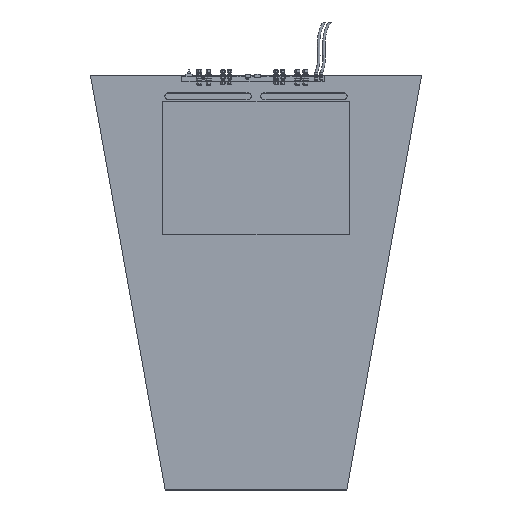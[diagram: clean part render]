
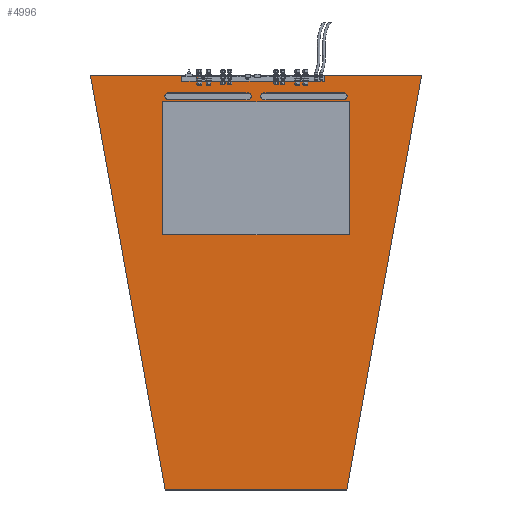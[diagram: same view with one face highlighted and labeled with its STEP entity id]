
A CAD part, top view. The second image highlights one B-rep face of the part: STEP entity #4996.
In plain terms, the highlighted planar face has unit normal (0, 0, 1).
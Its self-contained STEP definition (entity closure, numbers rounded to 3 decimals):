
#942 = ORIENTED_EDGE ( 'NONE', *, *, #1531, .F. ) ;
#1531 = EDGE_CURVE ( 'NONE', #13695, #4745, #37439, .T. ) ;
#4745 = VERTEX_POINT ( 'NONE', #96281 ) ;
#4903 = CIRCLE ( 'NONE', #12687, 12.45 ) ;
#4996 = ADVANCED_FACE ( 'NONE', ( #6015, #48586, #73919 ), #84688, .T. ) ;
#5253 = DIRECTION ( 'NONE',  ( 0., 0., 1. ) ) ;
#6015 = FACE_BOUND ( 'NONE', #104080, .T. ) ;
#6206 = DIRECTION ( 'NONE',  ( 0., 0., 1. ) ) ;
#7683 = CARTESIAN_POINT ( 'NONE',  ( -622., 3224., 5. ) ) ;
#9174 = AXIS2_PLACEMENT_3D ( 'NONE', #25169, #42269, #101816 ) ;
#9819 = DIRECTION ( 'NONE',  ( -1., 0., 0. ) ) ;
#9898 = VERTEX_POINT ( 'NONE', #47995 ) ;
#10833 = DIRECTION ( 'NONE',  ( 0., 0., 1. ) ) ;
#12687 = AXIS2_PLACEMENT_3D ( 'NONE', #56126, #5253, #64786 ) ;
#13695 = VERTEX_POINT ( 'NONE', #24400 ) ;
#14391 = EDGE_CURVE ( 'NONE', #47200, #42031, #30468, .T. ) ;
#14641 = ORIENTED_EDGE ( 'NONE', *, *, #14391, .T. ) ;
#15654 = LINE ( 'NONE', #99529, #60847 ) ;
#18626 = LINE ( 'NONE', #74781, #55756 ) ;
#18974 = VECTOR ( 'NONE', #9819, 1000. ) ;
#21151 = EDGE_LOOP ( 'NONE', ( #91149, #942, #85877, #25456, #64456 ) ) ;
#23969 = EDGE_CURVE ( 'NONE', #77389, #13695, #41541, .T. ) ;
#24400 = CARTESIAN_POINT ( 'NONE',  ( 330., 3156.935, 5. ) ) ;
#24686 = CIRCLE ( 'NONE', #50098, 12.45 ) ;
#25169 = CARTESIAN_POINT ( 'NONE',  ( 0., 0., 5. ) ) ;
#25456 = ORIENTED_EDGE ( 'NONE', *, *, #81010, .F. ) ;
#25531 = DIRECTION ( 'NONE',  ( 0., 0., 1. ) ) ;
#25535 = DIRECTION ( 'NONE',  ( -1., 0., 0. ) ) ;
#25598 = CARTESIAN_POINT ( 'NONE',  ( -17.55, 3144.485, 5. ) ) ;
#25622 = CIRCLE ( 'NONE', #43929, 12.45 ) ;
#25638 = VECTOR ( 'NONE', #38157, 1000. ) ;
#27279 = DIRECTION ( 'NONE',  ( 0.177, -0.984, 0. ) ) ;
#27696 = VECTOR ( 'NONE', #50505, 1000. ) ;
#28249 = CIRCLE ( 'NONE', #56860, 12.45 ) ;
#29606 = CARTESIAN_POINT ( 'NONE',  ( -30., 3132.035, 5. ) ) ;
#29878 = CARTESIAN_POINT ( 'NONE',  ( -30., 3144.485, 5. ) ) ;
#30468 = LINE ( 'NONE', #69693, #73102 ) ;
#30862 = LINE ( 'NONE', #102882, #18974 ) ;
#31368 = CARTESIAN_POINT ( 'NONE',  ( -330., 3156.935, 5. ) ) ;
#31816 = AXIS2_PLACEMENT_3D ( 'NONE', #29878, #89380, #38456 ) ;
#32006 = ORIENTED_EDGE ( 'NONE', *, *, #86215, .F. ) ;
#36771 = CARTESIAN_POINT ( 'NONE',  ( -30., 3156.935, 5. ) ) ;
#36997 = VECTOR ( 'NONE', #25535, 1000. ) ;
#37439 = LINE ( 'NONE', #83028, #80011 ) ;
#38157 = DIRECTION ( 'NONE',  ( 1., 0., 0. ) ) ;
#38163 = EDGE_CURVE ( 'NONE', #65503, #89748, #70939, .T. ) ;
#38456 = DIRECTION ( 'NONE',  ( -1., 0., 0. ) ) ;
#41541 = CIRCLE ( 'NONE', #105430, 12.45 ) ;
#41950 = CARTESIAN_POINT ( 'NONE',  ( 622., 3224., 5. ) ) ;
#42031 = VERTEX_POINT ( 'NONE', #53535 ) ;
#42269 = DIRECTION ( 'NONE',  ( 0., 0., 1. ) ) ;
#43929 = AXIS2_PLACEMENT_3D ( 'NONE', #57101, #6206, #65717 ) ;
#45594 = EDGE_CURVE ( 'NONE', #74494, #47200, #59540, .T. ) ;
#45924 = ORIENTED_EDGE ( 'NONE', *, *, #57196, .F. ) ;
#47200 = VERTEX_POINT ( 'NONE', #7683 ) ;
#47995 = CARTESIAN_POINT ( 'NONE',  ( 341.5, 1665., 5. ) ) ;
#48575 = CIRCLE ( 'NONE', #31816, 12.45 ) ;
#48586 = FACE_BOUND ( 'NONE', #21151, .T. ) ;
#49901 = EDGE_CURVE ( 'NONE', #64318, #87901, #48575, .T. ) ;
#50098 = AXIS2_PLACEMENT_3D ( 'NONE', #61801, #10833, #70377 ) ;
#50505 = DIRECTION ( 'NONE',  ( 0.177, 0.984, 0. ) ) ;
#50546 = DIRECTION ( 'NONE',  ( 0., 0., 1. ) ) ;
#51027 = EDGE_CURVE ( 'NONE', #4745, #97785, #28249, .T. ) ;
#53123 = EDGE_CURVE ( 'NONE', #97785, #82579, #15654, .T. ) ;
#53535 = CARTESIAN_POINT ( 'NONE',  ( -341.5, 1665., 5. ) ) ;
#53551 = VERTEX_POINT ( 'NONE', #31368 ) ;
#53776 = CARTESIAN_POINT ( 'NONE',  ( 30., 3132.035, 5. ) ) ;
#54085 = ORIENTED_EDGE ( 'NONE', *, *, #38163, .F. ) ;
#55756 = VECTOR ( 'NONE', #83322, 1000. ) ;
#56126 = CARTESIAN_POINT ( 'NONE',  ( -30., 3144.485, 5. ) ) ;
#56860 = AXIS2_PLACEMENT_3D ( 'NONE', #76490, #25531, #85040 ) ;
#57101 = CARTESIAN_POINT ( 'NONE',  ( 330., 3144.485, 5. ) ) ;
#57196 = EDGE_CURVE ( 'NONE', #53551, #65503, #24686, .T. ) ;
#58066 = ORIENTED_EDGE ( 'NONE', *, *, #49901, .F. ) ;
#59339 = CARTESIAN_POINT ( 'NONE',  ( -622., 3224., 5. ) ) ;
#59540 = LINE ( 'NONE', #59339, #36997 ) ;
#59883 = CARTESIAN_POINT ( 'NONE',  ( -330., 3132.035, 5. ) ) ;
#60847 = VECTOR ( 'NONE', #90615, 1000. ) ;
#61800 = EDGE_CURVE ( 'NONE', #87901, #53551, #30862, .T. ) ;
#61801 = CARTESIAN_POINT ( 'NONE',  ( -330., 3144.485, 5. ) ) ;
#62934 = EDGE_CURVE ( 'NONE', #9898, #74494, #92910, .T. ) ;
#63248 = CARTESIAN_POINT ( 'NONE',  ( 622., 3224., 5. ) ) ;
#64318 = VERTEX_POINT ( 'NONE', #25598 ) ;
#64456 = ORIENTED_EDGE ( 'NONE', *, *, #53123, .F. ) ;
#64786 = DIRECTION ( 'NONE',  ( -1., 0., 0. ) ) ;
#65503 = VERTEX_POINT ( 'NONE', #59883 ) ;
#65717 = DIRECTION ( 'NONE',  ( 1., 0., 0. ) ) ;
#69693 = CARTESIAN_POINT ( 'NONE',  ( -622., 3224., 5. ) ) ;
#70377 = DIRECTION ( 'NONE',  ( -1., 0., 0. ) ) ;
#70438 = CARTESIAN_POINT ( 'NONE',  ( 342.45, 3144.485, 5. ) ) ;
#70939 = LINE ( 'NONE', #29606, #25638 ) ;
#71509 = ORIENTED_EDGE ( 'NONE', *, *, #61800, .F. ) ;
#73102 = VECTOR ( 'NONE', #27279, 1000. ) ;
#73919 = FACE_OUTER_BOUND ( 'NONE', #82370, .T. ) ;
#74487 = DIRECTION ( 'NONE',  ( -1., 0., 0. ) ) ;
#74494 = VERTEX_POINT ( 'NONE', #63248 ) ;
#74528 = ORIENTED_EDGE ( 'NONE', *, *, #45594, .T. ) ;
#74781 = CARTESIAN_POINT ( 'NONE',  ( -341.5, 1665., 5. ) ) ;
#76490 = CARTESIAN_POINT ( 'NONE',  ( 30., 3144.485, 5. ) ) ;
#77389 = VERTEX_POINT ( 'NONE', #70438 ) ;
#78320 = CARTESIAN_POINT ( 'NONE',  ( -30., 3132.035, 5. ) ) ;
#80011 = VECTOR ( 'NONE', #74487, 1000. ) ;
#81010 = EDGE_CURVE ( 'NONE', #82579, #77389, #25622, .T. ) ;
#82370 = EDGE_LOOP ( 'NONE', ( #14641, #101626, #85078, #74528 ) ) ;
#82579 = VERTEX_POINT ( 'NONE', #98743 ) ;
#83028 = CARTESIAN_POINT ( 'NONE',  ( 30., 3156.935, 5. ) ) ;
#83322 = DIRECTION ( 'NONE',  ( 1., 0., 0. ) ) ;
#84688 = PLANE ( 'NONE',  #9174 ) ;
#85040 = DIRECTION ( 'NONE',  ( 1., 0., 0. ) ) ;
#85078 = ORIENTED_EDGE ( 'NONE', *, *, #62934, .T. ) ;
#85877 = ORIENTED_EDGE ( 'NONE', *, *, #23969, .F. ) ;
#86215 = EDGE_CURVE ( 'NONE', #89748, #64318, #4903, .T. ) ;
#87901 = VERTEX_POINT ( 'NONE', #36771 ) ;
#89380 = DIRECTION ( 'NONE',  ( 0., 0., 1. ) ) ;
#89748 = VERTEX_POINT ( 'NONE', #78320 ) ;
#90615 = DIRECTION ( 'NONE',  ( 1., 0., 0. ) ) ;
#91149 = ORIENTED_EDGE ( 'NONE', *, *, #51027, .F. ) ;
#92910 = LINE ( 'NONE', #41950, #27696 ) ;
#96281 = CARTESIAN_POINT ( 'NONE',  ( 30., 3156.935, 5. ) ) ;
#97785 = VERTEX_POINT ( 'NONE', #53776 ) ;
#98743 = CARTESIAN_POINT ( 'NONE',  ( 330., 3132.035, 5. ) ) ;
#99529 = CARTESIAN_POINT ( 'NONE',  ( 30., 3132.035, 5. ) ) ;
#101515 = CARTESIAN_POINT ( 'NONE',  ( 330., 3144.485, 5. ) ) ;
#101626 = ORIENTED_EDGE ( 'NONE', *, *, #106299, .T. ) ;
#101816 = DIRECTION ( 'NONE',  ( 1., 0., 0. ) ) ;
#102882 = CARTESIAN_POINT ( 'NONE',  ( -30., 3156.935, 5. ) ) ;
#104080 = EDGE_LOOP ( 'NONE', ( #32006, #54085, #45924, #71509, #58066 ) ) ;
#105430 = AXIS2_PLACEMENT_3D ( 'NONE', #101515, #50546, #110101 ) ;
#106299 = EDGE_CURVE ( 'NONE', #42031, #9898, #18626, .T. ) ;
#110101 = DIRECTION ( 'NONE',  ( 1., 0., 0. ) ) ;
